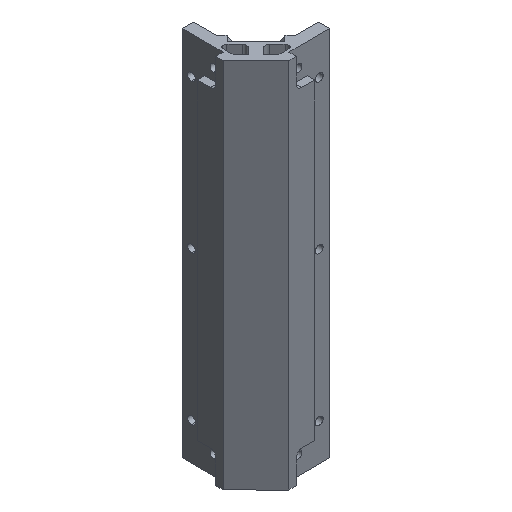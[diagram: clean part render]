
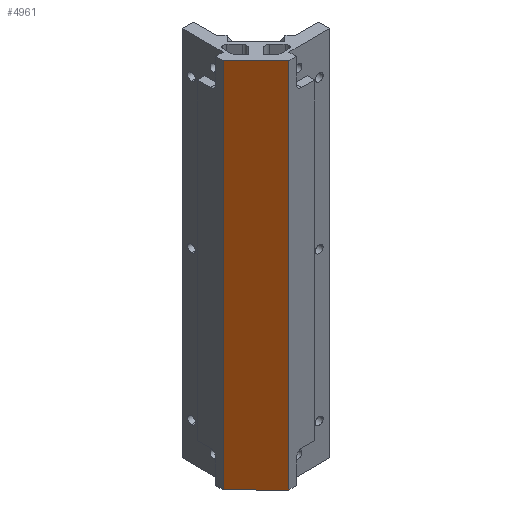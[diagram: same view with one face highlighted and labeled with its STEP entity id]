
A CAD part, isometric view. The second image highlights one B-rep face of the part: STEP entity #4961.
In plain terms, the highlighted planar face has unit normal (-0.707, -0.707, 0).
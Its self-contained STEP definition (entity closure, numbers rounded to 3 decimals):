
#39 = EDGE_CURVE ( 'NONE', #1628, #4788, #2960, .T. ) ;
#87 = CARTESIAN_POINT ( 'NONE',  ( 17.678, 0., -100. ) ) ;
#89 = EDGE_CURVE ( 'NONE', #4788, #3151, #1317, .T. ) ;
#129 = VECTOR ( 'NONE', #3879, 1000. ) ;
#476 = DIRECTION ( 'NONE',  ( -0.707, 0.707, 0. ) ) ;
#573 = DIRECTION ( 'NONE',  ( -0.707, 0.707, 0. ) ) ;
#591 = AXIS2_PLACEMENT_3D ( 'NONE', #971, #3418, #573 ) ;
#785 = DIRECTION ( 'NONE',  ( 0., 0., 1. ) ) ;
#860 = FACE_OUTER_BOUND ( 'NONE', #3514, .T. ) ;
#971 = CARTESIAN_POINT ( 'NONE',  ( 0., 17.678, -100. ) ) ;
#996 = EDGE_CURVE ( 'NONE', #3473, #3151, #1201, .T. ) ;
#1055 = CARTESIAN_POINT ( 'NONE',  ( 0., 17.678, -100. ) ) ;
#1201 = LINE ( 'NONE', #2904, #4953 ) ;
#1317 = LINE ( 'NONE', #4769, #3700 ) ;
#1628 = VERTEX_POINT ( 'NONE', #1638 ) ;
#1638 = CARTESIAN_POINT ( 'NONE',  ( 17.678, 0., -100. ) ) ;
#2156 = ORIENTED_EDGE ( 'NONE', *, *, #89, .T. ) ;
#2173 = PLANE ( 'NONE',  #591 ) ;
#2390 = CARTESIAN_POINT ( 'NONE',  ( 0., 17.678, 100. ) ) ;
#2656 = CARTESIAN_POINT ( 'NONE',  ( 17.678, 0., 100. ) ) ;
#2828 = VECTOR ( 'NONE', #3586, 1000. ) ;
#2862 = ORIENTED_EDGE ( 'NONE', *, *, #5162, .F. ) ;
#2904 = CARTESIAN_POINT ( 'NONE',  ( 0., 17.678, -100. ) ) ;
#2960 = LINE ( 'NONE', #87, #129 ) ;
#3151 = VERTEX_POINT ( 'NONE', #2390 ) ;
#3418 = DIRECTION ( 'NONE',  ( 0.707, 0.707, 0. ) ) ;
#3473 = VERTEX_POINT ( 'NONE', #4637 ) ;
#3514 = EDGE_LOOP ( 'NONE', ( #2156, #3647, #2862, #4367 ) ) ;
#3586 = DIRECTION ( 'NONE',  ( -0.707, 0.707, 0. ) ) ;
#3647 = ORIENTED_EDGE ( 'NONE', *, *, #996, .F. ) ;
#3700 = VECTOR ( 'NONE', #476, 1000. ) ;
#3879 = DIRECTION ( 'NONE',  ( 0., 0., 1. ) ) ;
#4367 = ORIENTED_EDGE ( 'NONE', *, *, #39, .T. ) ;
#4454 = LINE ( 'NONE', #1055, #2828 ) ;
#4637 = CARTESIAN_POINT ( 'NONE',  ( 0., 17.678, -100. ) ) ;
#4769 = CARTESIAN_POINT ( 'NONE',  ( 0., 17.678, 100. ) ) ;
#4788 = VERTEX_POINT ( 'NONE', #2656 ) ;
#4953 = VECTOR ( 'NONE', #785, 1000. ) ;
#4961 = ADVANCED_FACE ( 'NONE', ( #860 ), #2173, .F. ) ;
#5162 = EDGE_CURVE ( 'NONE', #1628, #3473, #4454, .T. ) ;
